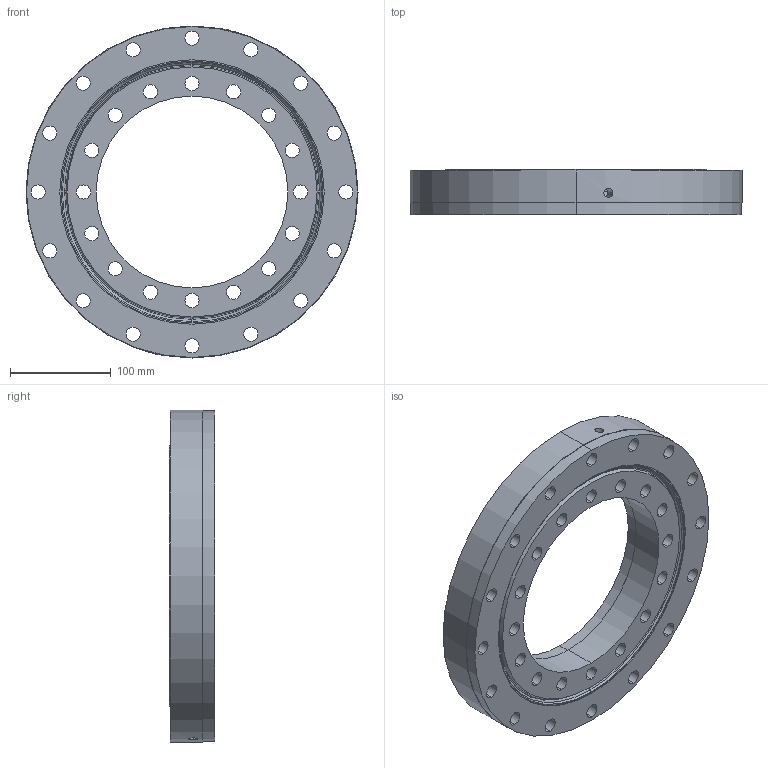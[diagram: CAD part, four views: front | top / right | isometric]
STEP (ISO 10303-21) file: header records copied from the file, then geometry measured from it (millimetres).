
FILE_DESCRIPTION (( 'STEP AP203' ), '1' );
FILE_NAME ('03-0260-00.STEP', '2017-12-26T14:28:38', ( 'defontaine' ), ( 'Hewlett-Packard Company' ), 'SwSTEP 2.0', 'SolidWorks 2016', '' );
FILE_SCHEMA (( 'CONFIG_CONTROL_DESIGN' ));
Length unit declared in the file: millimetre
Products named in the file (1): 03-0260-00
Bounding box: 329 x 45 x 329 mm (x, y, z)
Volume: 1947641.2 mm3; surface area: 383227.1 mm2
Topology: 5 solids, 5 shells, 166 faces, 403 edges, 257 vertices
Faces by surface type: cylinder 100, torus 40, plane 20, cone 4, sphere 2
Entity records: 5433 total; most frequent: CARTESIAN_POINT 1091, DIRECTION 1010, ORIENTED_EDGE 796, AXIS2_PLACEMENT_3D 453, EDGE_CURVE 398, CIRCLE 286, VERTEX_POINT 254, EDGE_LOOP 254
